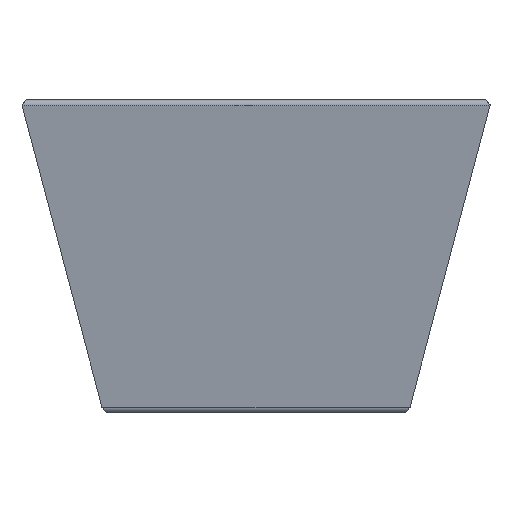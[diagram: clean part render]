
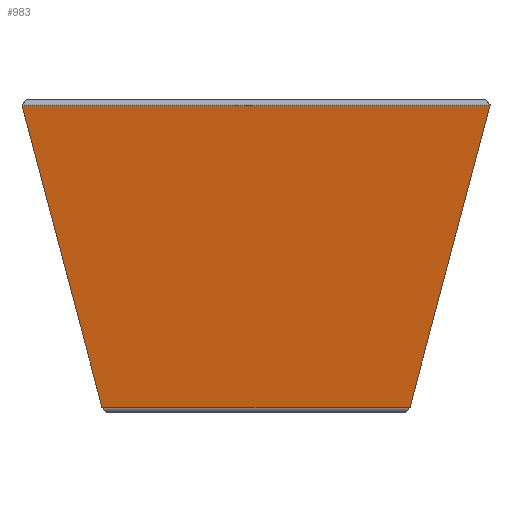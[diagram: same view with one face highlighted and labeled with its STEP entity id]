
A CAD part, top view. The second image highlights one B-rep face of the part: STEP entity #983.
In plain terms, the highlighted planar face has unit normal (0, -0.153, 0.988).
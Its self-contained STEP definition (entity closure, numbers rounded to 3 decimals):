
#235=DIRECTION('',(1.,0.,0.));
#236=VECTOR('',#235,0.773);
#237=CARTESIAN_POINT('',(-151.021,-296.281,
-46.587));
#238=LINE('',#237,#236);
#239=DIRECTION('',(0.254,-0.956,-0.148));
#240=VECTOR('',#239,309.149);
#241=CARTESIAN_POINT('',(-229.47,-0.764,
-0.891));
#242=LINE('',#241,#240);
#243=DIRECTION('',(0.254,0.956,0.148));
#244=VECTOR('',#243,309.149);
#245=CARTESIAN_POINT('',(151.021,-296.281,-46.587));
#246=LINE('',#245,#244);
#247=DIRECTION('',(1.,0.,0.));
#248=VECTOR('',#247,0.773);
#249=CARTESIAN_POINT('',(150.248,-296.281,-46.587));
#250=LINE('',#249,#248);
#251=DIRECTION('',(0.,-0.988,-0.153));
#252=VECTOR('',#251,0.773);
#253=CARTESIAN_POINT('',(150.248,-296.281,-46.587));
#254=LINE('',#253,#252);
#255=DIRECTION('',(0.,0.988,0.153));
#256=VECTOR('',#255,0.773);
#257=CARTESIAN_POINT('',(-150.248,-297.045,
-46.705));
#258=LINE('',#257,#256);
#279=DIRECTION('',(-1.,0.,0.));
#280=VECTOR('',#279,458.94);
#281=CARTESIAN_POINT('',(229.47,-0.764,
-0.891));
#282=LINE('',#281,#280);
#319=CARTESIAN_POINT('',(-150.248,-297.045,
-46.705));
#321=DIRECTION('',(-1.,0.,0.));
#322=VECTOR('',#321,300.496);
#323=CARTESIAN_POINT('',(150.248,-297.045,-46.705));
#324=LINE('',#323,#322);
#331=CARTESIAN_POINT('',(150.248,-297.045,-46.705));
#411=CARTESIAN_POINT('',(-229.47,-0.764,
-0.891));
#412=CARTESIAN_POINT('',(-151.021,-296.281,
-46.587));
#413=VERTEX_POINT('',#411);
#414=VERTEX_POINT('',#412);
#415=CARTESIAN_POINT('',(151.021,-296.281,-46.587));
#416=CARTESIAN_POINT('',(229.47,-0.764,
-0.891));
#417=VERTEX_POINT('',#415);
#418=VERTEX_POINT('',#416);
#441=VERTEX_POINT('',#319);
#442=VERTEX_POINT('',#331);
#455=CARTESIAN_POINT('',(150.248,-296.281,-46.587));
#456=VERTEX_POINT('',#455);
#483=CARTESIAN_POINT('',(-150.248,-296.281,
-46.587));
#484=VERTEX_POINT('',#483);
#961=CARTESIAN_POINT('',(-231.,5.,0.));
#962=DIRECTION('',(0.,-0.153,0.988));
#963=DIRECTION('',(-1.,0.,0.));
#964=AXIS2_PLACEMENT_3D('',#961,#962,#963);
#965=PLANE('',#964);
#967=ORIENTED_EDGE('',*,*,#966,.F.);
#969=ORIENTED_EDGE('',*,*,#968,.F.);
#971=ORIENTED_EDGE('',*,*,#970,.F.);
#973=ORIENTED_EDGE('',*,*,#972,.F.);
#975=ORIENTED_EDGE('',*,*,#974,.F.);
#977=ORIENTED_EDGE('',*,*,#976,.T.);
#979=ORIENTED_EDGE('',*,*,#978,.T.);
#980=ORIENTED_EDGE('',*,*,#952,.T.);
#981=EDGE_LOOP('',(#967,#969,#971,#973,#975,#977,#979,#980));
#982=FACE_OUTER_BOUND('',#981,.F.);
#983=ADVANCED_FACE('',(#982),#965,.T.);
#952=EDGE_CURVE('',#441,#484,#258,.T.);
#966=EDGE_CURVE('',#414,#484,#238,.T.);
#968=EDGE_CURVE('',#413,#414,#242,.T.);
#970=EDGE_CURVE('',#418,#413,#282,.T.);
#972=EDGE_CURVE('',#417,#418,#246,.T.);
#974=EDGE_CURVE('',#456,#417,#250,.T.);
#976=EDGE_CURVE('',#456,#442,#254,.T.);
#978=EDGE_CURVE('',#442,#441,#324,.T.);
